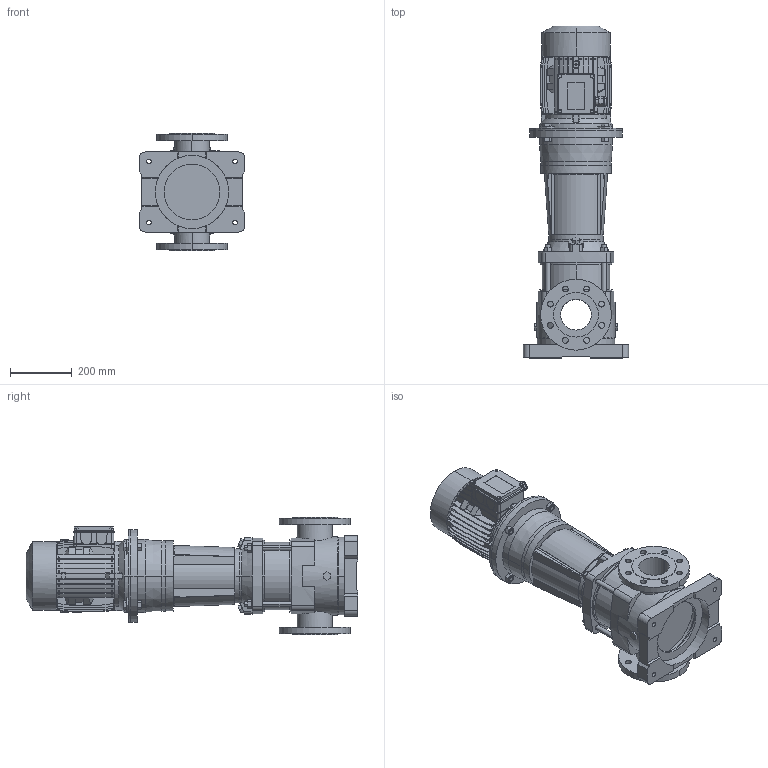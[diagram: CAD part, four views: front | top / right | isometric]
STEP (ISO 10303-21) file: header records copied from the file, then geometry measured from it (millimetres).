
FILE_DESCRIPTION (( 'STEP AP203' ), '1' );
FILE_NAME ('4.93.632.14swa01.step', '2023-04-21T13:07:12', ( '' ), ( '' ), 'SwSTEP 2.0', 'SolidWorks 2020', '' );
FILE_SCHEMA (( 'CONFIG_CONTROL_DESIGN' ));
Length unit declared in the file: millimetre
Products named in the file (9): 10007576swa02_M112 ANONIMO; 10000023swn00_M16x50 6.8 ZINCATA; 4.93.632.14swa01; 10007434swp01_112 ANONIMO; 10000007swn00_M16 õ; 10007671swn00_M25x1,5; 10007568swp00_M112 B5-De300; 10007670swn00_M25x1.5; 4.93.631.12swp01
Assembly tree (14 placements, depth 3):
  4.93.632.14swa01
    4.93.631.12swp01
    10007576swa02_M112 ANONIMO
      10007568swp00_M112 B5-De300
      10007434swp01_112 ANONIMO
      10007670swn00_M25x1.5
      10007671swn00_M25x1,5
    10000023swn00_M16x50 6.8 ZINCATA  x4
    10000007swn00_M16 õ  x4
Bounding box: 341 x 1077 x 380 mm (x, y, z)
Volume: 23729725.2 mm3; surface area: 2725823.1 mm2
Topology: 36 solids, 36 shells, 1781 faces, 4578 edges, 2964 vertices
Faces by surface type: plane 1081, cylinder 412, cone 244, bspline 38, torus 6
Entity records: 54912 total; most frequent: CARTESIAN_POINT 14073, ORIENTED_EDGE 8508, DIRECTION 7826, EDGE_CURVE 4254, VERTEX_POINT 2787, VECTOR 2682, LINE 2682, AXIS2_PLACEMENT_3D 2572
